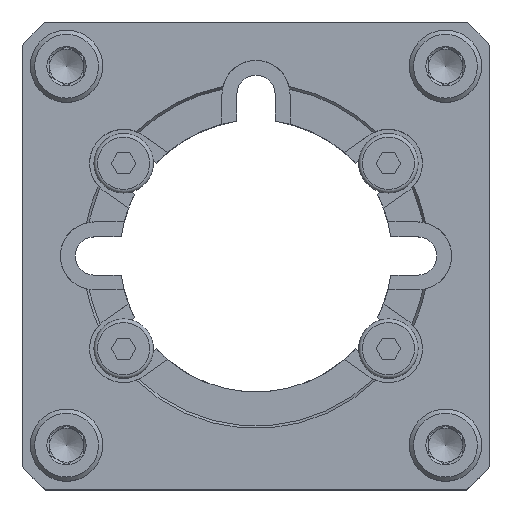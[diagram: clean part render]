
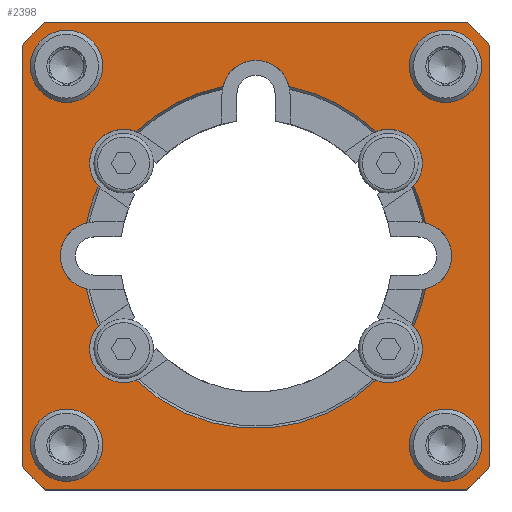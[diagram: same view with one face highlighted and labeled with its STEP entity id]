
A CAD part, top view. The second image highlights one B-rep face of the part: STEP entity #2398.
In plain terms, the highlighted planar face has unit normal (0, 0, 1).
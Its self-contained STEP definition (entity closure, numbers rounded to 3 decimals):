
#126=PLANE('',#2665);
#283=LINE('',#4068,#461);
#284=LINE('',#4073,#462);
#285=LINE('',#4077,#463);
#286=LINE('',#4081,#464);
#461=VECTOR('',#3209,1000.);
#462=VECTOR('',#3212,1000.);
#463=VECTOR('',#3215,1000.);
#464=VECTOR('',#3218,1000.);
#780=ORIENTED_EDGE('',*,*,#1424,.T.);
#781=ORIENTED_EDGE('',*,*,#1369,.T.);
#782=ORIENTED_EDGE('',*,*,#1425,.T.);
#783=ORIENTED_EDGE('',*,*,#1365,.T.);
#784=ORIENTED_EDGE('',*,*,#1426,.T.);
#785=ORIENTED_EDGE('',*,*,#1361,.T.);
#786=ORIENTED_EDGE('',*,*,#1427,.T.);
#787=ORIENTED_EDGE('',*,*,#1357,.T.);
#788=ORIENTED_EDGE('',*,*,#1428,.T.);
#789=ORIENTED_EDGE('',*,*,#1353,.T.);
#790=ORIENTED_EDGE('',*,*,#1429,.T.);
#791=ORIENTED_EDGE('',*,*,#1347,.T.);
#792=ORIENTED_EDGE('',*,*,#1430,.T.);
#793=ORIENTED_EDGE('',*,*,#1373,.T.);
#794=ORIENTED_EDGE('',*,*,#1431,.T.);
#795=ORIENTED_EDGE('',*,*,#1432,.T.);
#796=ORIENTED_EDGE('',*,*,#1433,.T.);
#797=ORIENTED_EDGE('',*,*,#1434,.T.);
#798=ORIENTED_EDGE('',*,*,#1435,.T.);
#799=ORIENTED_EDGE('',*,*,#1436,.T.);
#800=ORIENTED_EDGE('',*,*,#1437,.T.);
#801=ORIENTED_EDGE('',*,*,#1438,.T.);
#802=ORIENTED_EDGE('',*,*,#1439,.T.);
#803=ORIENTED_EDGE('',*,*,#1440,.T.);
#804=ORIENTED_EDGE('',*,*,#1441,.T.);
#805=ORIENTED_EDGE('',*,*,#1442,.T.);
#1347=EDGE_CURVE('',#1669,#1670,#1855,.T.);
#1353=EDGE_CURVE('',#1676,#1675,#1858,.T.);
#1357=EDGE_CURVE('',#1680,#1679,#1860,.T.);
#1361=EDGE_CURVE('',#1684,#1683,#1862,.T.);
#1365=EDGE_CURVE('',#1688,#1687,#1864,.T.);
#1369=EDGE_CURVE('',#1692,#1691,#1866,.T.);
#1373=EDGE_CURVE('',#1696,#1695,#1868,.T.);
#1424=EDGE_CURVE('',#1695,#1692,#1890,.F.);
#1425=EDGE_CURVE('',#1691,#1688,#1891,.F.);
#1426=EDGE_CURVE('',#1687,#1684,#1892,.F.);
#1427=EDGE_CURVE('',#1683,#1680,#1893,.F.);
#1428=EDGE_CURVE('',#1679,#1676,#1894,.F.);
#1429=EDGE_CURVE('',#1675,#1669,#1895,.F.);
#1430=EDGE_CURVE('',#1670,#1696,#1896,.F.);
#1431=EDGE_CURVE('',#1725,#1725,#1897,.T.);
#1432=EDGE_CURVE('',#1726,#1726,#1898,.T.);
#1433=EDGE_CURVE('',#1727,#1727,#1899,.T.);
#1434=EDGE_CURVE('',#1728,#1728,#1900,.T.);
#1435=EDGE_CURVE('',#1729,#1730,#283,.T.);
#1436=EDGE_CURVE('',#1730,#1731,#1901,.T.);
#1437=EDGE_CURVE('',#1731,#1732,#284,.T.);
#1438=EDGE_CURVE('',#1732,#1733,#1902,.T.);
#1439=EDGE_CURVE('',#1733,#1734,#285,.T.);
#1440=EDGE_CURVE('',#1734,#1735,#1903,.T.);
#1441=EDGE_CURVE('',#1735,#1736,#286,.T.);
#1442=EDGE_CURVE('',#1736,#1729,#1904,.T.);
#1669=VERTEX_POINT('',#3858);
#1670=VERTEX_POINT('',#3859);
#1675=VERTEX_POINT('',#3879);
#1676=VERTEX_POINT('',#3881);
#1679=VERTEX_POINT('',#3894);
#1680=VERTEX_POINT('',#3896);
#1683=VERTEX_POINT('',#3909);
#1684=VERTEX_POINT('',#3911);
#1687=VERTEX_POINT('',#3924);
#1688=VERTEX_POINT('',#3926);
#1691=VERTEX_POINT('',#3939);
#1692=VERTEX_POINT('',#3941);
#1695=VERTEX_POINT('',#3954);
#1696=VERTEX_POINT('',#3956);
#1725=VERTEX_POINT('',#4061);
#1726=VERTEX_POINT('',#4063);
#1727=VERTEX_POINT('',#4065);
#1728=VERTEX_POINT('',#4067);
#1729=VERTEX_POINT('',#4069);
#1730=VERTEX_POINT('',#4070);
#1731=VERTEX_POINT('',#4072);
#1732=VERTEX_POINT('',#4074);
#1733=VERTEX_POINT('',#4076);
#1734=VERTEX_POINT('',#4078);
#1735=VERTEX_POINT('',#4080);
#1736=VERTEX_POINT('',#4082);
#1855=CIRCLE('',#2610,20.289);
#1858=CIRCLE('',#2614,20.289);
#1860=CIRCLE('',#2617,20.289);
#1862=CIRCLE('',#2620,20.289);
#1864=CIRCLE('',#2623,20.289);
#1866=CIRCLE('',#2626,20.289);
#1868=CIRCLE('',#2629,20.289);
#1890=CIRCLE('',#2666,4.);
#1891=CIRCLE('',#2667,4.);
#1892=CIRCLE('',#2668,4.);
#1893=CIRCLE('',#2669,4.);
#1894=CIRCLE('',#2670,4.);
#1895=CIRCLE('',#2671,4.);
#1896=CIRCLE('',#2672,4.);
#1897=CIRCLE('',#2673,2.5);
#1898=CIRCLE('',#2674,2.5);
#1899=CIRCLE('',#2675,2.5);
#1900=CIRCLE('',#2676,2.5);
#1901=CIRCLE('',#2677,37.);
#1902=CIRCLE('',#2678,37.);
#1903=CIRCLE('',#2679,37.);
#1904=CIRCLE('',#2680,37.);
#1987=EDGE_LOOP('',(#780,#781,#782,#783,#784,#785,#786,#787,#788,#789,#790,
#791,#792,#793));
#1988=EDGE_LOOP('',(#794));
#1989=EDGE_LOOP('',(#795));
#1990=EDGE_LOOP('',(#796));
#1991=EDGE_LOOP('',(#797));
#1992=EDGE_LOOP('',(#798,#799,#800,#801,#802,#803,#804,#805));
#2172=FACE_BOUND('',#1987,.T.);
#2173=FACE_BOUND('',#1988,.T.);
#2174=FACE_BOUND('',#1989,.T.);
#2175=FACE_BOUND('',#1990,.T.);
#2176=FACE_BOUND('',#1991,.T.);
#2177=FACE_BOUND('',#1992,.T.);
#2398=ADVANCED_FACE('',(#2172,#2173,#2174,#2175,#2176,#2177),#126,.T.);
#2610=AXIS2_PLACEMENT_3D('',#3857,#3047,#3048);
#2614=AXIS2_PLACEMENT_3D('',#3880,#3055,#3056);
#2617=AXIS2_PLACEMENT_3D('',#3895,#3061,#3062);
#2620=AXIS2_PLACEMENT_3D('',#3910,#3067,#3068);
#2623=AXIS2_PLACEMENT_3D('',#3925,#3073,#3074);
#2626=AXIS2_PLACEMENT_3D('',#3940,#3079,#3080);
#2629=AXIS2_PLACEMENT_3D('',#3955,#3085,#3086);
#2665=AXIS2_PLACEMENT_3D('',#4052,#3185,#3186);
#2666=AXIS2_PLACEMENT_3D('',#4053,#3187,#3188);
#2667=AXIS2_PLACEMENT_3D('',#4054,#3189,#3190);
#2668=AXIS2_PLACEMENT_3D('',#4055,#3191,#3192);
#2669=AXIS2_PLACEMENT_3D('',#4056,#3193,#3194);
#2670=AXIS2_PLACEMENT_3D('',#4057,#3195,#3196);
#2671=AXIS2_PLACEMENT_3D('',#4058,#3197,#3198);
#2672=AXIS2_PLACEMENT_3D('',#4059,#3199,#3200);
#2673=AXIS2_PLACEMENT_3D('',#4060,#3201,#3202);
#2674=AXIS2_PLACEMENT_3D('',#4062,#3203,#3204);
#2675=AXIS2_PLACEMENT_3D('',#4064,#3205,#3206);
#2676=AXIS2_PLACEMENT_3D('',#4066,#3207,#3208);
#2677=AXIS2_PLACEMENT_3D('',#4071,#3210,#3211);
#2678=AXIS2_PLACEMENT_3D('',#4075,#3213,#3214);
#2679=AXIS2_PLACEMENT_3D('',#4079,#3216,#3217);
#2680=AXIS2_PLACEMENT_3D('',#4083,#3219,#3220);
#3047=DIRECTION('',(0.,0.,-1.));
#3048=DIRECTION('',(-1.,0.,0.));
#3055=DIRECTION('',(0.,0.,-1.));
#3056=DIRECTION('',(-1.,0.,0.));
#3061=DIRECTION('',(0.,0.,-1.));
#3062=DIRECTION('',(-1.,0.,0.));
#3067=DIRECTION('',(0.,0.,-1.));
#3068=DIRECTION('',(-1.,0.,0.));
#3073=DIRECTION('',(0.,0.,-1.));
#3074=DIRECTION('',(-1.,0.,0.));
#3079=DIRECTION('',(0.,0.,-1.));
#3080=DIRECTION('',(-1.,0.,0.));
#3085=DIRECTION('',(0.,0.,-1.));
#3086=DIRECTION('',(-1.,0.,0.));
#3185=DIRECTION('',(0.,0.,1.));
#3186=DIRECTION('',(1.,0.,0.));
#3187=DIRECTION('',(0.,0.,1.));
#3188=DIRECTION('',(1.,0.,0.));
#3189=DIRECTION('',(0.,0.,1.));
#3190=DIRECTION('',(1.,0.,0.));
#3191=DIRECTION('',(0.,0.,1.));
#3192=DIRECTION('',(1.,0.,0.));
#3193=DIRECTION('',(0.,0.,1.));
#3194=DIRECTION('',(1.,0.,0.));
#3195=DIRECTION('',(0.,0.,1.));
#3196=DIRECTION('',(1.,0.,0.));
#3197=DIRECTION('',(0.,0.,1.));
#3198=DIRECTION('',(1.,0.,0.));
#3199=DIRECTION('',(0.,0.,1.));
#3200=DIRECTION('',(1.,0.,0.));
#3201=DIRECTION('',(0.,0.,-1.));
#3202=DIRECTION('',(-1.,0.,0.));
#3203=DIRECTION('',(0.,0.,-1.));
#3204=DIRECTION('',(-1.,0.,0.));
#3205=DIRECTION('',(0.,0.,-1.));
#3206=DIRECTION('',(-1.,0.,0.));
#3207=DIRECTION('',(0.,0.,-1.));
#3208=DIRECTION('',(-1.,0.,0.));
#3209=DIRECTION('',(-1.,0.,0.));
#3210=DIRECTION('',(0.,0.,1.));
#3211=DIRECTION('',(1.,0.,0.));
#3212=DIRECTION('',(0.,-1.,0.));
#3213=DIRECTION('',(0.,0.,1.));
#3214=DIRECTION('',(1.,0.,0.));
#3215=DIRECTION('',(1.,0.,0.));
#3216=DIRECTION('',(0.,0.,1.));
#3217=DIRECTION('',(1.,0.,0.));
#3218=DIRECTION('',(0.,1.,0.));
#3219=DIRECTION('',(0.,0.,1.));
#3220=DIRECTION('',(1.,0.,0.));
#3857=CARTESIAN_POINT('',(0.,0.,10.5));
#3858=CARTESIAN_POINT('',(-19.911,3.895,10.5));
#3859=CARTESIAN_POINT('',(-18.544,8.23,10.5));
#3879=CARTESIAN_POINT('',(-19.911,-3.895,10.5));
#3880=CARTESIAN_POINT('',(0.,0.,10.5));
#3881=CARTESIAN_POINT('',(-18.544,-8.23,10.5));
#3894=CARTESIAN_POINT('',(-14.076,-14.611,10.5));
#3895=CARTESIAN_POINT('',(0.,0.,10.5));
#3896=CARTESIAN_POINT('',(14.076,-14.611,10.5));
#3909=CARTESIAN_POINT('',(18.544,-8.23,10.5));
#3910=CARTESIAN_POINT('',(0.,0.,10.5));
#3911=CARTESIAN_POINT('',(19.911,-3.895,10.5));
#3924=CARTESIAN_POINT('',(19.911,3.895,10.5));
#3925=CARTESIAN_POINT('',(0.,0.,10.5));
#3926=CARTESIAN_POINT('',(18.544,8.23,10.5));
#3939=CARTESIAN_POINT('',(14.076,14.611,10.5));
#3940=CARTESIAN_POINT('',(0.,0.,10.5));
#3941=CARTESIAN_POINT('',(3.895,19.911,10.5));
#3954=CARTESIAN_POINT('',(-3.895,19.911,10.5));
#3955=CARTESIAN_POINT('',(0.,0.,10.5));
#3956=CARTESIAN_POINT('',(-14.076,14.611,10.5));
#4052=CARTESIAN_POINT('',(0.,41.25,10.5));
#4053=CARTESIAN_POINT('',(0.,19.,10.5));
#4054=CARTESIAN_POINT('',(15.564,10.898,10.5));
#4055=CARTESIAN_POINT('',(19.,0.,10.5));
#4056=CARTESIAN_POINT('',(15.564,-10.898,10.5));
#4057=CARTESIAN_POINT('',(-15.564,-10.898,10.5));
#4058=CARTESIAN_POINT('',(-19.,0.,10.5));
#4059=CARTESIAN_POINT('',(-15.564,10.898,10.5));
#4060=CARTESIAN_POINT('',(-22.274,-22.274,10.5));
#4061=CARTESIAN_POINT('',(-24.774,-22.274,10.5));
#4062=CARTESIAN_POINT('',(-22.274,22.274,10.5));
#4063=CARTESIAN_POINT('',(-24.774,22.274,10.5));
#4064=CARTESIAN_POINT('',(22.274,-22.274,10.5));
#4065=CARTESIAN_POINT('',(19.774,-22.274,10.5));
#4066=CARTESIAN_POINT('',(22.274,22.274,10.5));
#4067=CARTESIAN_POINT('',(19.774,22.274,10.5));
#4068=CARTESIAN_POINT('',(24.754,27.5,10.5));
#4069=CARTESIAN_POINT('',(24.754,27.5,10.5));
#4070=CARTESIAN_POINT('',(-24.754,27.5,10.5));
#4071=CARTESIAN_POINT('',(0.,0.,10.5));
#4072=CARTESIAN_POINT('',(-27.5,24.754,10.5));
#4073=CARTESIAN_POINT('',(-27.5,24.754,10.5));
#4074=CARTESIAN_POINT('',(-27.5,-24.754,10.5));
#4075=CARTESIAN_POINT('',(0.,0.,10.5));
#4076=CARTESIAN_POINT('',(-24.754,-27.5,10.5));
#4077=CARTESIAN_POINT('',(-24.754,-27.5,10.5));
#4078=CARTESIAN_POINT('',(24.754,-27.5,10.5));
#4079=CARTESIAN_POINT('',(0.,0.,10.5));
#4080=CARTESIAN_POINT('',(27.5,-24.754,10.5));
#4081=CARTESIAN_POINT('',(27.5,-24.754,10.5));
#4082=CARTESIAN_POINT('',(27.5,24.754,10.5));
#4083=CARTESIAN_POINT('',(0.,0.,10.5));
